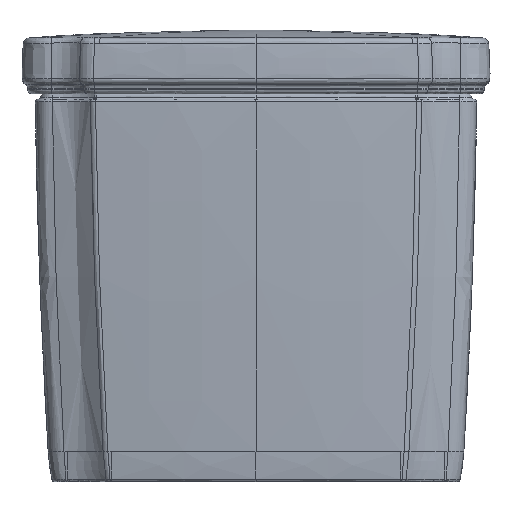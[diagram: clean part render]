
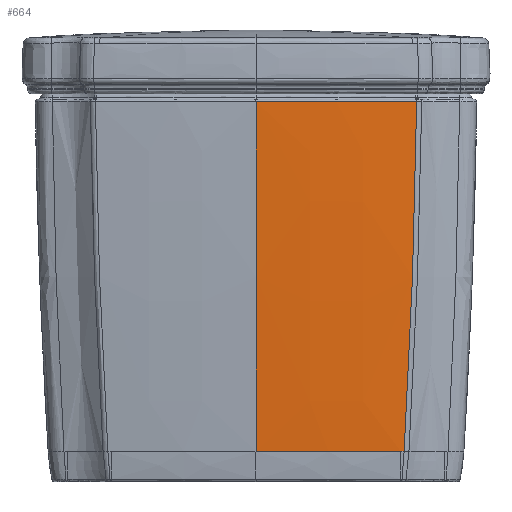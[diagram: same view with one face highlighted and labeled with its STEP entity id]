
A CAD part, front view. The second image highlights one B-rep face of the part: STEP entity #664.
In plain terms, the highlighted free-form (B-spline) face has degree [3, 7] with [4, 8] control points.
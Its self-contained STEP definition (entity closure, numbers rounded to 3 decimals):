
#106=B_SPLINE_SURFACE_WITH_KNOTS('',3,7,((#13644,#13645,#13646,#13647,#13648,
#13649,#13650,#13651),(#13652,#13653,#13654,#13655,#13656,#13657,#13658,
#13659),(#13660,#13661,#13662,#13663,#13664,#13665,#13666,#13667),(#13668,
#13669,#13670,#13671,#13672,#13673,#13674,#13675)),.UNSPECIFIED.,.F.,.F.,
 .F.,(4,4),(8,8),(0.,1.),(0.,1.),.UNSPECIFIED.);
#664=ADVANCED_FACE('',(#1156),#106,.T.);
#1156=FACE_OUTER_BOUND('',#1618,.T.);
#1618=EDGE_LOOP('',(#3903,#3904,#3905,#3906,#3907));
#2155=B_SPLINE_CURVE_WITH_KNOTS('',3,(#10900,#10901,#10902,#10903),
 .UNSPECIFIED.,.F.,.F.,(4,4),(0.,1.),.UNSPECIFIED.);
#2371=B_SPLINE_CURVE_WITH_KNOTS('',3,(#13601,#13602,#13603,#13604),
 .UNSPECIFIED.,.F.,.F.,(4,4),(0.,1.),.UNSPECIFIED.);
#2373=B_SPLINE_CURVE_WITH_KNOTS('',7,(#13626,#13627,#13628,#13629,#13630,
#13631,#13632,#13633),.UNSPECIFIED.,.F.,.F.,(8,8),(0.,1.),.UNSPECIFIED.);
#2374=B_SPLINE_CURVE_WITH_KNOTS('',3,(#13635,#13636,#13637,#13638),
 .UNSPECIFIED.,.F.,.F.,(4,4),(0.,1.),.UNSPECIFIED.);
#2375=B_SPLINE_CURVE_WITH_KNOTS('',3,(#13640,#13641,#13642,#13643),
 .UNSPECIFIED.,.F.,.F.,(4,4),(0.,1.),.UNSPECIFIED.);
#3903=ORIENTED_EDGE('',*,*,#6818,.F.);
#3904=ORIENTED_EDGE('',*,*,#6570,.T.);
#3905=ORIENTED_EDGE('',*,*,#6820,.T.);
#3906=ORIENTED_EDGE('',*,*,#6821,.T.);
#3907=ORIENTED_EDGE('',*,*,#6822,.T.);
#5724=VERTEX_POINT('',#10866);
#5726=VERTEX_POINT('',#10894);
#5884=VERTEX_POINT('',#13605);
#5885=VERTEX_POINT('',#13634);
#5886=VERTEX_POINT('',#13639);
#6570=EDGE_CURVE('',#5726,#5724,#2155,.T.);
#6818=EDGE_CURVE('',#5726,#5884,#2371,.T.);
#6820=EDGE_CURVE('',#5724,#5885,#2373,.T.);
#6821=EDGE_CURVE('',#5885,#5886,#2374,.T.);
#6822=EDGE_CURVE('',#5886,#5884,#2375,.T.);
#10866=CARTESIAN_POINT('',(0.,-91.996,313.573));
#10894=CARTESIAN_POINT('',(132.614,-84.885,313.573));
#10900=CARTESIAN_POINT('',(132.614,-84.885,313.573));
#10901=CARTESIAN_POINT('',(88.574,-89.604,313.573));
#10902=CARTESIAN_POINT('',(44.292,-91.996,313.573));
#10903=CARTESIAN_POINT('',(0.,-91.996,313.573));
#13601=CARTESIAN_POINT('',(132.614,-84.885,313.573));
#13602=CARTESIAN_POINT('',(131.508,-83.701,217.265));
#13603=CARTESIAN_POINT('',(128.046,-80.539,121.008));
#13604=CARTESIAN_POINT('',(122.248,-75.353,25.));
#13605=CARTESIAN_POINT('',(122.248,-75.353,25.));
#13626=CARTESIAN_POINT('',(0.,-91.996,313.573));
#13627=CARTESIAN_POINT('',(0.,-91.438,272.321));
#13628=CARTESIAN_POINT('',(0.,-90.562,231.072));
#13629=CARTESIAN_POINT('',(0.,-89.367,189.832));
#13630=CARTESIAN_POINT('',(0.,-87.854,148.601));
#13631=CARTESIAN_POINT('',(0.,-86.023,107.384));
#13632=CARTESIAN_POINT('',(0.,-83.874,66.182));
#13633=CARTESIAN_POINT('',(0.,-81.406,25.));
#13634=CARTESIAN_POINT('',(0.,-81.406,25.001));
#13635=CARTESIAN_POINT('',(0.,-81.406,25.002));
#13636=CARTESIAN_POINT('',(39.914,-81.406,25.002));
#13637=CARTESIAN_POINT('',(79.844,-79.458,25.));
#13638=CARTESIAN_POINT('',(119.573,-75.614,25.));
#13639=CARTESIAN_POINT('',(119.573,-75.614,25.));
#13640=CARTESIAN_POINT('',(119.573,-75.614,25.));
#13641=CARTESIAN_POINT('',(120.465,-75.528,25.));
#13642=CARTESIAN_POINT('',(121.356,-75.44,25.));
#13643=CARTESIAN_POINT('',(122.248,-75.352,25.));
#13644=CARTESIAN_POINT('',(0.,-81.302,23.268));
#13645=CARTESIAN_POINT('',(0.,-83.814,64.996));
#13646=CARTESIAN_POINT('',(0.,-85.999,106.743));
#13647=CARTESIAN_POINT('',(0.,-87.858,148.507));
#13648=CARTESIAN_POINT('',(0.,-89.39,190.284));
#13649=CARTESIAN_POINT('',(0.,-90.595,232.072));
#13650=CARTESIAN_POINT('',(0.,-91.473,273.867));
#13651=CARTESIAN_POINT('',(0.,-92.024,315.667));
#13652=CARTESIAN_POINT('',(44.55,-81.302,23.268));
#13653=CARTESIAN_POINT('',(44.55,-83.814,64.996));
#13654=CARTESIAN_POINT('',(44.55,-85.999,106.743));
#13655=CARTESIAN_POINT('',(44.55,-87.858,148.507));
#13656=CARTESIAN_POINT('',(44.55,-89.39,190.284));
#13657=CARTESIAN_POINT('',(44.55,-90.595,232.072));
#13658=CARTESIAN_POINT('',(44.55,-91.473,273.867));
#13659=CARTESIAN_POINT('',(44.55,-92.024,315.667));
#13660=CARTESIAN_POINT('',(89.12,-78.875,23.259));
#13661=CARTESIAN_POINT('',(89.12,-81.386,64.97));
#13662=CARTESIAN_POINT('',(89.12,-83.572,106.701));
#13663=CARTESIAN_POINT('',(89.12,-85.431,148.449));
#13664=CARTESIAN_POINT('',(89.12,-86.963,190.21));
#13665=CARTESIAN_POINT('',(89.12,-88.169,231.981));
#13666=CARTESIAN_POINT('',(89.12,-89.048,273.761));
#13667=CARTESIAN_POINT('',(89.12,-89.6,315.544));
#13668=CARTESIAN_POINT('',(133.407,-74.092,23.241));
#13669=CARTESIAN_POINT('',(133.407,-76.604,64.92));
#13670=CARTESIAN_POINT('',(133.407,-78.79,106.619));
#13671=CARTESIAN_POINT('',(133.407,-80.649,148.335));
#13672=CARTESIAN_POINT('',(133.407,-82.182,190.064));
#13673=CARTESIAN_POINT('',(133.407,-83.389,231.804));
#13674=CARTESIAN_POINT('',(133.407,-84.269,273.55));
#13675=CARTESIAN_POINT('',(133.407,-84.823,315.302));
